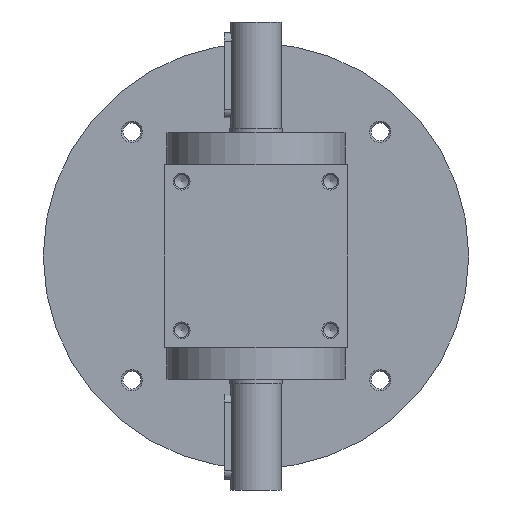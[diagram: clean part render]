
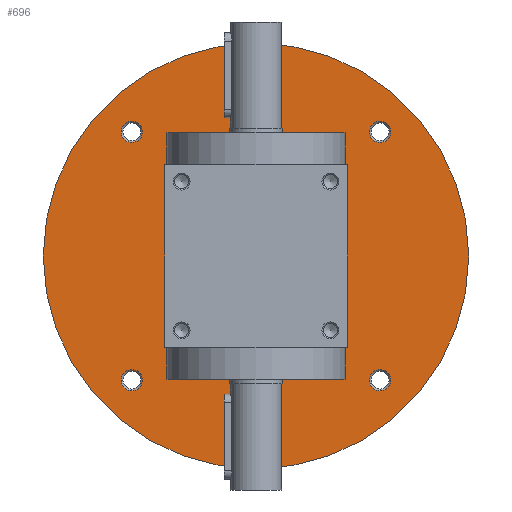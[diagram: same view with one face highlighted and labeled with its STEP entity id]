
A CAD part, left-side view. The second image highlights one B-rep face of the part: STEP entity #696.
In plain terms, the highlighted planar face has unit normal (-1, 0, 0).
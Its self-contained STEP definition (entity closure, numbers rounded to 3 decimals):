
#696 = ADVANCED_FACE( '', ( #1553, #1554, #1555, #1556, #1557, #1558 ), #1559, .F. );
#1553 = FACE_OUTER_BOUND( '', #2528, .T. );
#1554 = FACE_BOUND( '', #2529, .T. );
#1555 = FACE_BOUND( '', #2530, .T. );
#1556 = FACE_BOUND( '', #2531, .T. );
#1557 = FACE_BOUND( '', #2532, .T. );
#1558 = FACE_BOUND( '', #2533, .T. );
#1559 = PLANE( '', #2534 );
#2528 = EDGE_LOOP( '', ( #4206 ) );
#2529 = EDGE_LOOP( '', ( #4207 ) );
#2530 = EDGE_LOOP( '', ( #4208 ) );
#2531 = EDGE_LOOP( '', ( #4209 ) );
#2532 = EDGE_LOOP( '', ( #4210 ) );
#2533 = EDGE_LOOP( '', ( #4211 ) );
#2534 = AXIS2_PLACEMENT_3D( '', #4212, #4213, #4214 );
#4206 = ORIENTED_EDGE( '', *, *, #5214, .F. );
#4207 = ORIENTED_EDGE( '', *, *, #5471, .T. );
#4208 = ORIENTED_EDGE( '', *, *, #4848, .T. );
#4209 = ORIENTED_EDGE( '', *, *, #4877, .T. );
#4210 = ORIENTED_EDGE( '', *, *, #5448, .T. );
#4211 = ORIENTED_EDGE( '', *, *, #5472, .T. );
#4212 = CARTESIAN_POINT( '', ( 44., 42., 0. ) );
#4213 = DIRECTION( '', ( 1., 0., 0. ) );
#4214 = DIRECTION( '', ( 0., 0., -1. ) );
#4848 = EDGE_CURVE( '', #5613, #5613, #5614, .T. );
#4877 = EDGE_CURVE( '', #5665, #5665, #5666, .T. );
#5214 = EDGE_CURVE( '', #6211, #6211, #6212, .T. );
#5448 = EDGE_CURVE( '', #6535, #6535, #6536, .T. );
#5471 = EDGE_CURVE( '', #6564, #6564, #6565, .T. );
#5472 = EDGE_CURVE( '', #6566, #6566, #6567, .T. );
#5613 = VERTEX_POINT( '', #6715 );
#5614 = CIRCLE( '', #6716, 5. );
#5665 = VERTEX_POINT( '', #6771 );
#5666 = CIRCLE( '', #6772, 5. );
#6211 = VERTEX_POINT( '', #7494 );
#6212 = CIRCLE( '', #7495, 100. );
#6535 = VERTEX_POINT( '', #7927 );
#6536 = CIRCLE( '', #7928, 5. );
#6564 = VERTEX_POINT( '', #7960 );
#6565 = CIRCLE( '', #7961, 5. );
#6566 = VERTEX_POINT( '', #7962 );
#6567 = CIRCLE( '', #7963, 42. );
#6715 = CARTESIAN_POINT( '', ( 44., 58.336, -63.336 ) );
#6716 = AXIS2_PLACEMENT_3D( '', #8124, #8125, #8126 );
#6771 = CARTESIAN_POINT( '', ( 44., -58.336, -63.336 ) );
#6772 = AXIS2_PLACEMENT_3D( '', #8185, #8186, #8187 );
#7494 = CARTESIAN_POINT( '', ( 44., 0., -100. ) );
#7495 = AXIS2_PLACEMENT_3D( '', #8656, #8657, #8658 );
#7927 = CARTESIAN_POINT( '', ( 44., 58.336, 53.336 ) );
#7928 = AXIS2_PLACEMENT_3D( '', #8936, #8937, #8938 );
#7960 = CARTESIAN_POINT( '', ( 44., -58.336, 53.336 ) );
#7961 = AXIS2_PLACEMENT_3D( '', #8967, #8968, #8969 );
#7962 = CARTESIAN_POINT( '', ( 44., 0., -42. ) );
#7963 = AXIS2_PLACEMENT_3D( '', #8970, #8971, #8972 );
#8124 = CARTESIAN_POINT( '', ( 44., 58.336, -58.336 ) );
#8125 = DIRECTION( '', ( 1., 0., 0. ) );
#8126 = DIRECTION( '', ( 0., 0., -1. ) );
#8185 = CARTESIAN_POINT( '', ( 44., -58.336, -58.336 ) );
#8186 = DIRECTION( '', ( 1., 0., 0. ) );
#8187 = DIRECTION( '', ( 0., 0., -1. ) );
#8656 = CARTESIAN_POINT( '', ( 44., 0., 0. ) );
#8657 = DIRECTION( '', ( 1., 0., 0. ) );
#8658 = DIRECTION( '', ( 0., 0., -1. ) );
#8936 = CARTESIAN_POINT( '', ( 44., 58.336, 58.336 ) );
#8937 = DIRECTION( '', ( 1., 0., 0. ) );
#8938 = DIRECTION( '', ( 0., 0., -1. ) );
#8967 = CARTESIAN_POINT( '', ( 44., -58.336, 58.336 ) );
#8968 = DIRECTION( '', ( 1., 0., 0. ) );
#8969 = DIRECTION( '', ( 0., 0., -1. ) );
#8970 = CARTESIAN_POINT( '', ( 44., 0., 0. ) );
#8971 = DIRECTION( '', ( 1., 0., 0. ) );
#8972 = DIRECTION( '', ( 0., 0., -1. ) );
